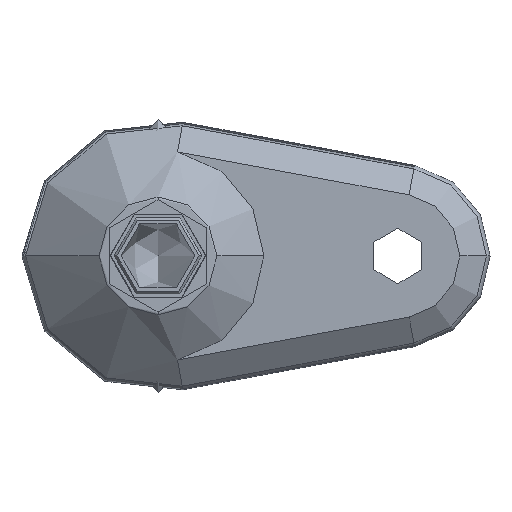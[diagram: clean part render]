
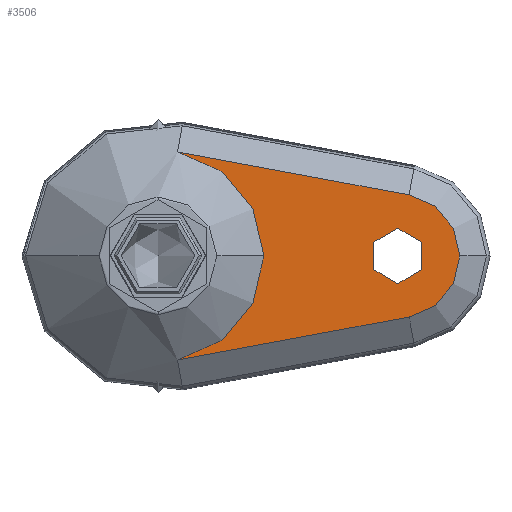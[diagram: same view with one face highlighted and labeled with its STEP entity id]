
A CAD part, top view. The second image highlights one B-rep face of the part: STEP entity #3506.
In plain terms, the highlighted planar face has unit normal (0, 0, 1).
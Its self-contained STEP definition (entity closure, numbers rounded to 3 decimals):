
#139 = DIRECTION ( 'NONE',  ( 0., 0., -1. ) ) ;
#163 = DIRECTION ( 'NONE',  ( 0., 0., -1. ) ) ;
#179 = CARTESIAN_POINT ( 'NONE',  ( 52., 0., 10. ) ) ;
#374 = VERTEX_POINT ( 'NONE', #4114 ) ;
#479 = EDGE_LOOP ( 'NONE', ( #4748, #2303, #5828, #668, #919, #3053 ) ) ;
#497 = DIRECTION ( 'NONE',  ( 0., -1., 0. ) ) ;
#522 = DIRECTION ( 'NONE',  ( 0., 0., -1. ) ) ;
#531 = EDGE_CURVE ( 'NONE', #2035, #1127, #1179, .T. ) ;
#581 = VERTEX_POINT ( 'NONE', #4756 ) ;
#603 = DIRECTION ( 'NONE',  ( 0., 0., 1. ) ) ;
#668 = ORIENTED_EDGE ( 'NONE', *, *, #531, .F. ) ;
#825 = CARTESIAN_POINT ( 'NONE',  ( 4.236, 22.567, 10. ) ) ;
#857 = DIRECTION ( 'NONE',  ( -0.983, -0.183, 0. ) ) ;
#872 = CIRCLE ( 'NONE', #4688, 13.461 ) ;
#919 = ORIENTED_EDGE ( 'NONE', *, *, #5879, .F. ) ;
#954 = VERTEX_POINT ( 'NONE', #1230 ) ;
#1013 = VERTEX_POINT ( 'NONE', #825 ) ;
#1127 = VERTEX_POINT ( 'NONE', #2703 ) ;
#1179 = CIRCLE ( 'NONE', #2139, 13.461 ) ;
#1213 = FACE_OUTER_BOUND ( 'NONE', #479, .T. ) ;
#1230 = CARTESIAN_POINT ( 'NONE',  ( 4.236, -22.567, 10. ) ) ;
#1307 = DIRECTION ( 'NONE',  ( 0., 0., -1. ) ) ;
#1405 = CARTESIAN_POINT ( 'NONE',  ( 31.808, 0., 10. ) ) ;
#1494 = LINE ( 'NONE', #2719, #3380 ) ;
#1762 = CARTESIAN_POINT ( 'NONE',  ( 44.7, -15.048, 10. ) ) ;
#1856 = AXIS2_PLACEMENT_3D ( 'NONE', #3733, #2326, #3749 ) ;
#1964 = DIRECTION ( 'NONE',  ( -1., 0., 0. ) ) ;
#2035 = VERTEX_POINT ( 'NONE', #2997 ) ;
#2139 = AXIS2_PLACEMENT_3D ( 'NONE', #179, #163, #2417 ) ;
#2235 = CARTESIAN_POINT ( 'NONE',  ( 54.459, 13.235, 10. ) ) ;
#2303 = ORIENTED_EDGE ( 'NONE', *, *, #2946, .T. ) ;
#2312 = PLANE ( 'NONE',  #5019 ) ;
#2326 = DIRECTION ( 'NONE',  ( 0., 0., -1. ) ) ;
#2360 = FACE_BOUND ( 'NONE', #5663, .T. ) ;
#2417 = DIRECTION ( 'NONE',  ( 1., 0., 0. ) ) ;
#2484 = CARTESIAN_POINT ( 'NONE',  ( 52., 0., 10. ) ) ;
#2501 = VERTEX_POINT ( 'NONE', #4861 ) ;
#2683 = CIRCLE ( 'NONE', #4424, 6. ) ;
#2703 = CARTESIAN_POINT ( 'NONE',  ( 54.459, -13.235, 10. ) ) ;
#2719 = CARTESIAN_POINT ( 'NONE',  ( 19.568, 19.718, 10. ) ) ;
#2767 = DIRECTION ( 'NONE',  ( 1., 0., 0. ) ) ;
#2897 = CARTESIAN_POINT ( 'NONE',  ( 0., 0., 10. ) ) ;
#2946 = EDGE_CURVE ( 'NONE', #581, #954, #3315, .T. ) ;
#2997 = CARTESIAN_POINT ( 'NONE',  ( 65.461, 0., 10. ) ) ;
#3053 = ORIENTED_EDGE ( 'NONE', *, *, #3363, .F. ) ;
#3280 = ORIENTED_EDGE ( 'NONE', *, *, #4862, .T. ) ;
#3315 = CIRCLE ( 'NONE', #4078, 22.962 ) ;
#3363 = EDGE_CURVE ( 'NONE', #1013, #5328, #1494, .T. ) ;
#3380 = VECTOR ( 'NONE', #5469, 1000. ) ;
#3506 = ADVANCED_FACE ( 'NONE', ( #1213, #2360 ), #2312, .T. ) ;
#3733 = CARTESIAN_POINT ( 'NONE',  ( 0., 0., 10. ) ) ;
#3749 = DIRECTION ( 'NONE',  ( -1., 0., 0. ) ) ;
#3935 = DIRECTION ( 'NONE',  ( 0., 0., -1. ) ) ;
#4076 = EDGE_CURVE ( 'NONE', #1013, #581, #4732, .T. ) ;
#4078 = AXIS2_PLACEMENT_3D ( 'NONE', #2897, #139, #1964 ) ;
#4114 = CARTESIAN_POINT ( 'NONE',  ( 52., 6., 10. ) ) ;
#4424 = AXIS2_PLACEMENT_3D ( 'NONE', #4602, #522, #497 ) ;
#4532 = CARTESIAN_POINT ( 'NONE',  ( 52., 0., 10. ) ) ;
#4556 = DIRECTION ( 'NONE',  ( 1., 0., 0. ) ) ;
#4560 = VECTOR ( 'NONE', #857, 1000. ) ;
#4601 = EDGE_CURVE ( 'NONE', #374, #2501, #5931, .T. ) ;
#4602 = CARTESIAN_POINT ( 'NONE',  ( 52., 0., 10. ) ) ;
#4688 = AXIS2_PLACEMENT_3D ( 'NONE', #4532, #1307, #4556 ) ;
#4732 = CIRCLE ( 'NONE', #1856, 22.962 ) ;
#4748 = ORIENTED_EDGE ( 'NONE', *, *, #4076, .T. ) ;
#4756 = CARTESIAN_POINT ( 'NONE',  ( 22.962, 0., 10. ) ) ;
#4844 = DIRECTION ( 'NONE',  ( 0., -1., 0. ) ) ;
#4861 = CARTESIAN_POINT ( 'NONE',  ( 52., -6., 10. ) ) ;
#4862 = EDGE_CURVE ( 'NONE', #2501, #374, #2683, .T. ) ;
#5019 = AXIS2_PLACEMENT_3D ( 'NONE', #1405, #603, #2767 ) ;
#5027 = AXIS2_PLACEMENT_3D ( 'NONE', #2484, #3935, #4844 ) ;
#5328 = VERTEX_POINT ( 'NONE', #2235 ) ;
#5469 = DIRECTION ( 'NONE',  ( 0.983, -0.183, 0. ) ) ;
#5594 = ORIENTED_EDGE ( 'NONE', *, *, #4601, .T. ) ;
#5663 = EDGE_LOOP ( 'NONE', ( #3280, #5594 ) ) ;
#5828 = ORIENTED_EDGE ( 'NONE', *, *, #5912, .F. ) ;
#5879 = EDGE_CURVE ( 'NONE', #5328, #2035, #872, .T. ) ;
#5912 = EDGE_CURVE ( 'NONE', #1127, #954, #5925, .T. ) ;
#5925 = LINE ( 'NONE', #1762, #4560 ) ;
#5931 = CIRCLE ( 'NONE', #5027, 6. ) ;
